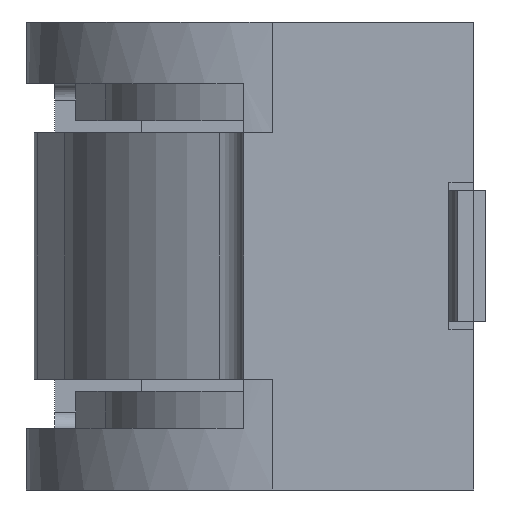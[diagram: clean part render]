
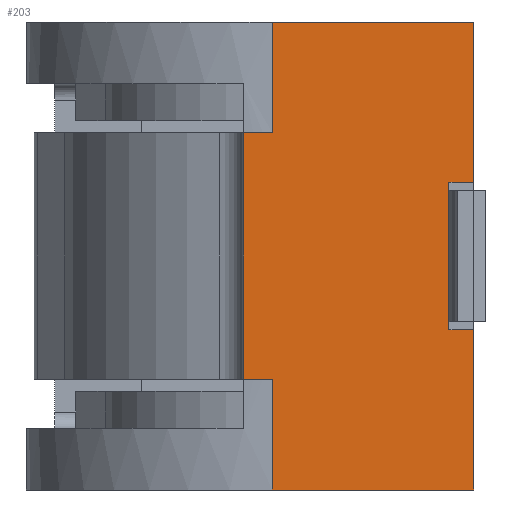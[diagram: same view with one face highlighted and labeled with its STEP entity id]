
A CAD part, left-side view. The second image highlights one B-rep face of the part: STEP entity #203.
In plain terms, the highlighted planar face has unit normal (-1, 0, 0).
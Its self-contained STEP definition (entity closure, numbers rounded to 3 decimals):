
#203 = ADVANCED_FACE( '', ( #458 ), #459, .F. );
#458 = FACE_OUTER_BOUND( '', #766, .T. );
#459 = PLANE( '', #767 );
#766 = EDGE_LOOP( '', ( #1353, #1354, #1355, #1356, #1357, #1358, #1359, #1360, #1361, #1362, #1363, #1364 ) );
#767 = AXIS2_PLACEMENT_3D( '', #1365, #1366, #1367 );
#1353 = ORIENTED_EDGE( '', *, *, #2139, .T. );
#1354 = ORIENTED_EDGE( '', *, *, #2140, .T. );
#1355 = ORIENTED_EDGE( '', *, *, #1926, .F. );
#1356 = ORIENTED_EDGE( '', *, *, #2033, .F. );
#1357 = ORIENTED_EDGE( '', *, *, #1936, .T. );
#1358 = ORIENTED_EDGE( '', *, *, #2016, .F. );
#1359 = ORIENTED_EDGE( '', *, *, #2122, .T. );
#1360 = ORIENTED_EDGE( '', *, *, #2111, .T. );
#1361 = ORIENTED_EDGE( '', *, *, #2141, .T. );
#1362 = ORIENTED_EDGE( '', *, *, #2142, .T. );
#1363 = ORIENTED_EDGE( '', *, *, #2115, .F. );
#1364 = ORIENTED_EDGE( '', *, *, #2143, .F. );
#1365 = CARTESIAN_POINT( '', ( -15.2, 2.45, 5.7 ) );
#1366 = DIRECTION( '', ( 1., 0., 0. ) );
#1367 = DIRECTION( '', ( 0., 0., -1. ) );
#1926 = EDGE_CURVE( '', #2322, #2324, #2325, .T. );
#1936 = EDGE_CURVE( '', #2342, #2340, #2343, .T. );
#2016 = EDGE_CURVE( '', #2480, #2340, #2482, .T. );
#2033 = EDGE_CURVE( '', #2342, #2322, #2511, .T. );
#2111 = EDGE_CURVE( '', #2629, #2631, #2633, .T. );
#2115 = EDGE_CURVE( '', #2638, #2640, #2641, .T. );
#2122 = EDGE_CURVE( '', #2480, #2629, #2650, .T. );
#2139 = EDGE_CURVE( '', #2673, #2674, #2675, .T. );
#2140 = EDGE_CURVE( '', #2674, #2324, #2676, .T. );
#2141 = EDGE_CURVE( '', #2631, #2677, #2678, .T. );
#2142 = EDGE_CURVE( '', #2677, #2640, #2679, .T. );
#2143 = EDGE_CURVE( '', #2673, #2638, #2680, .T. );
#2322 = VERTEX_POINT( '', #2901 );
#2324 = VERTEX_POINT( '', #2904 );
#2325 = LINE( '', #2905, #2906 );
#2340 = VERTEX_POINT( '', #2927 );
#2342 = VERTEX_POINT( '', #2929 );
#2343 = LINE( '', #2930, #2931 );
#2480 = VERTEX_POINT( '', #3117 );
#2482 = LINE( '', #3120, #3121 );
#2511 = LINE( '', #3159, #3160 );
#2629 = VERTEX_POINT( '', #3328 );
#2631 = VERTEX_POINT( '', #3331 );
#2633 = LINE( '', #3333, #3334 );
#2638 = VERTEX_POINT( '', #3340 );
#2640 = VERTEX_POINT( '', #3343 );
#2641 = LINE( '', #3344, #3345 );
#2650 = LINE( '', #3359, #3360 );
#2673 = VERTEX_POINT( '', #3399 );
#2674 = VERTEX_POINT( '', #3400 );
#2675 = LINE( '', #3401, #3402 );
#2676 = LINE( '', #3403, #3404 );
#2677 = VERTEX_POINT( '', #3405 );
#2678 = LINE( '', #3406, #3407 );
#2679 = LINE( '', #3408, #3409 );
#2680 = LINE( '', #3410, #3411 );
#2901 = CARTESIAN_POINT( '', ( -15.2, 0., 5.7 ) );
#2904 = CARTESIAN_POINT( '', ( -15.2, 0., 3.75 ) );
#2905 = CARTESIAN_POINT( '', ( -15.2, 0., 5.7 ) );
#2906 = VECTOR( '', #3681, 1000. );
#2927 = CARTESIAN_POINT( '', ( -15.2, 2.45, 4.35 ) );
#2929 = CARTESIAN_POINT( '', ( -15.2, 2.45, 5.7 ) );
#2930 = CARTESIAN_POINT( '', ( -15.2, 2.45, 5.7 ) );
#2931 = VECTOR( '', #3691, 1000. );
#3117 = CARTESIAN_POINT( '', ( -15.2, 2.8, 4.35 ) );
#3120 = CARTESIAN_POINT( '', ( -15.2, 2.8, 4.35 ) );
#3121 = VECTOR( '', #3790, 1000. );
#3159 = CARTESIAN_POINT( '', ( -15.2, 2.45, 5.7 ) );
#3160 = VECTOR( '', #3815, 1000. );
#3328 = CARTESIAN_POINT( '', ( -15.2, 2.8, 1.35 ) );
#3331 = CARTESIAN_POINT( '', ( -15.2, 2.45, 1.35 ) );
#3333 = CARTESIAN_POINT( '', ( -15.2, 2.8, 1.35 ) );
#3334 = VECTOR( '', #3912, 1000. );
#3340 = CARTESIAN_POINT( '', ( -15.2, 0., 1.95 ) );
#3343 = CARTESIAN_POINT( '', ( -15.2, 0., 0. ) );
#3344 = CARTESIAN_POINT( '', ( -15.2, 0., 5.7 ) );
#3345 = VECTOR( '', #3915, 1000. );
#3359 = CARTESIAN_POINT( '', ( -15.2, 2.8, 4.35 ) );
#3360 = VECTOR( '', #3921, 1000. );
#3399 = CARTESIAN_POINT( '', ( -15.2, 0.3, 1.95 ) );
#3400 = CARTESIAN_POINT( '', ( -15.2, 0.3, 3.75 ) );
#3401 = CARTESIAN_POINT( '', ( -15.2, 0.3, 2.15 ) );
#3402 = VECTOR( '', #3936, 1000. );
#3403 = CARTESIAN_POINT( '', ( -15.2, 0.3, 3.75 ) );
#3404 = VECTOR( '', #3937, 1000. );
#3405 = CARTESIAN_POINT( '', ( -15.2, 2.45, 0. ) );
#3406 = CARTESIAN_POINT( '', ( -15.2, 2.45, 5.7 ) );
#3407 = VECTOR( '', #3938, 1000. );
#3408 = CARTESIAN_POINT( '', ( -15.2, 2.45, 0. ) );
#3409 = VECTOR( '', #3939, 1000. );
#3410 = CARTESIAN_POINT( '', ( -15.2, 0.3, 1.95 ) );
#3411 = VECTOR( '', #3940, 1000. );
#3681 = DIRECTION( '', ( 0., 0., -1. ) );
#3691 = DIRECTION( '', ( 0., 0., -1. ) );
#3790 = DIRECTION( '', ( 0., -1., 0. ) );
#3815 = DIRECTION( '', ( 0., -1., 0. ) );
#3912 = DIRECTION( '', ( 0., -1., 0. ) );
#3915 = DIRECTION( '', ( 0., 0., -1. ) );
#3921 = DIRECTION( '', ( 0., 0., -1. ) );
#3936 = DIRECTION( '', ( 0., 0., 1. ) );
#3937 = DIRECTION( '', ( 0., -1., 0. ) );
#3938 = DIRECTION( '', ( 0., 0., -1. ) );
#3939 = DIRECTION( '', ( 0., -1., 0. ) );
#3940 = DIRECTION( '', ( 0., -1., 0. ) );
